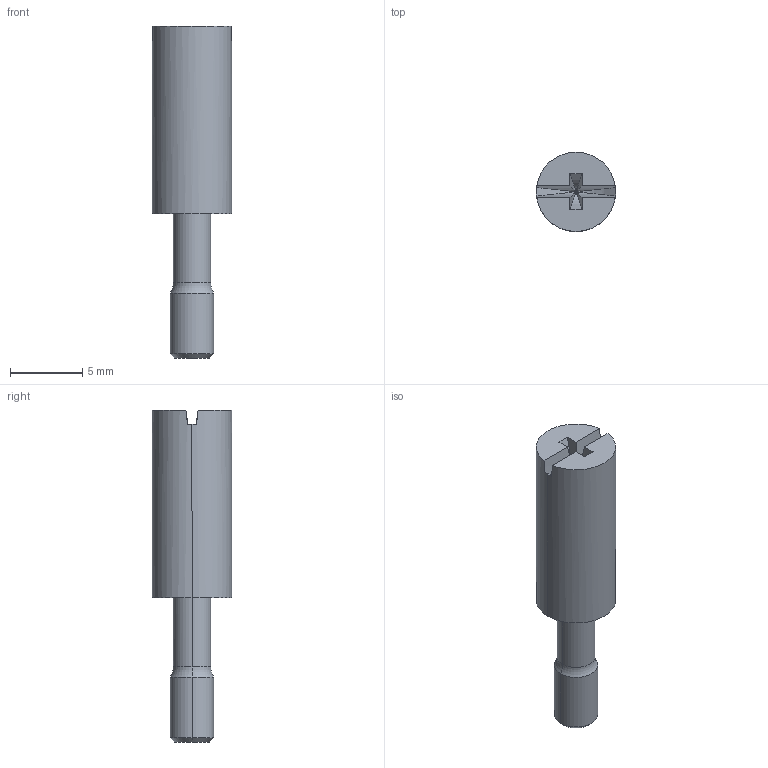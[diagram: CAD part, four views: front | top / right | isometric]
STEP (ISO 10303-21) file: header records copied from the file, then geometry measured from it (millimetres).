
FILE_DESCRIPTION(('Creo Elements/Direct Modeling STEP Export'),'2;1');
FILE_NAME('model.stp','2020-10-01T 9:38:49',(''),(''),'Creo Elements/Direct Modeling STEP processor for AP214 (Solid Model)','Creo Elements/Direct Modeling 20.1A 29-Sep-2018 (C) Parametric Technology GmbH','');
FILE_SCHEMA(('AUTOMOTIVE_DESIGN { 1 0 10303 214 1 1 1 1 }'));
Length unit declared in the file: millimetre
Products named in the file (2): HC_CB-select
Assembly tree (1 placements, depth 2):
  HC_CB-select
    HC_CB-select
Bounding box: 5.5 x 5.5 x 23 mm (x, y, z)
Volume: 362.6 mm3; surface area: 378.7 mm2
Topology: 1 solids, 1 shells, 26 faces, 67 edges, 32 vertices
Faces by surface type: bspline 12, cylinder 6, plane 4, cone 2, torus 2
Entity records: 1161 total; most frequent: CARTESIAN_POINT 451, ORIENTED_EDGE 110, DIRECTION 62, EDGE_CURVE 55, VERTEX_POINT 32, B_SPLINE_CURVE_WITH_KNOTS 30, AXIS2_PLACEMENT_3D 27, EDGE_LOOP 27
